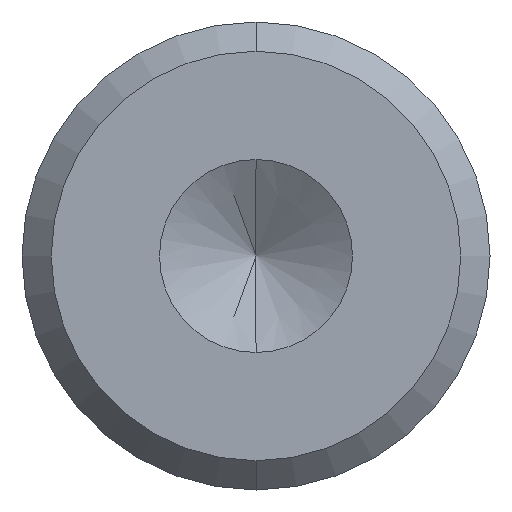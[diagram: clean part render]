
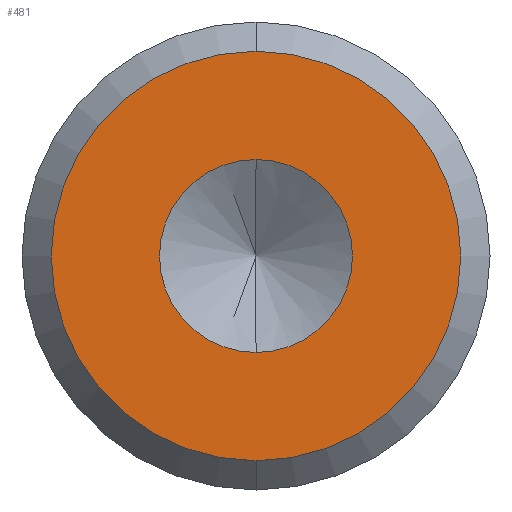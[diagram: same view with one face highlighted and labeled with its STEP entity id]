
A CAD part, front view. The second image highlights one B-rep face of the part: STEP entity #481.
In plain terms, the highlighted planar face has unit normal (0, -1, 0).
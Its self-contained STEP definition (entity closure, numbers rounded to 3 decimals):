
#1 = FACE_OUTER_BOUND ( 'NONE', #450, .T. ) ;
#18 = DIRECTION ( 'NONE',  ( 0., -1., 0. ) ) ;
#20 = FACE_BOUND ( 'NONE', #31, .T. ) ;
#31 = EDGE_LOOP ( 'NONE', ( #503, #207 ) ) ;
#38 = ORIENTED_EDGE ( 'NONE', *, *, #200, .T. ) ;
#40 = AXIS2_PLACEMENT_3D ( 'NONE', #381, #129, #88 ) ;
#53 = DIRECTION ( 'NONE',  ( 0., -1., 0. ) ) ;
#69 = AXIS2_PLACEMENT_3D ( 'NONE', #315, #98, #116 ) ;
#84 = DIRECTION ( 'NONE',  ( 0., 0., -1. ) ) ;
#87 = EDGE_CURVE ( 'NONE', #206, #412, #359, .T. ) ;
#88 = DIRECTION ( 'NONE',  ( 0., 0., -1. ) ) ;
#91 = ORIENTED_EDGE ( 'NONE', *, *, #274, .T. ) ;
#98 = DIRECTION ( 'NONE',  ( 0., -1., 0. ) ) ;
#116 = DIRECTION ( 'NONE',  ( 0., 0., -1. ) ) ;
#129 = DIRECTION ( 'NONE',  ( 0., -1., 0. ) ) ;
#166 = EDGE_CURVE ( 'NONE', #412, #206, #364, .T. ) ;
#173 = AXIS2_PLACEMENT_3D ( 'NONE', #447, #18, #532 ) ;
#174 = CIRCLE ( 'NONE', #246, 3.5 ) ;
#200 = EDGE_CURVE ( 'NONE', #425, #287, #421, .T. ) ;
#206 = VERTEX_POINT ( 'NONE', #224 ) ;
#207 = ORIENTED_EDGE ( 'NONE', *, *, #166, .F. ) ;
#209 = CARTESIAN_POINT ( 'NONE',  ( 0., 0., 3.5 ) ) ;
#224 = CARTESIAN_POINT ( 'NONE',  ( 0., 0., -1.65 ) ) ;
#246 = AXIS2_PLACEMENT_3D ( 'NONE', #249, #423, #410 ) ;
#249 = CARTESIAN_POINT ( 'NONE',  ( 0., 0., 0. ) ) ;
#274 = EDGE_CURVE ( 'NONE', #287, #425, #174, .T. ) ;
#278 = PLANE ( 'NONE',  #173 ) ;
#287 = VERTEX_POINT ( 'NONE', #335 ) ;
#313 = CARTESIAN_POINT ( 'NONE',  ( 0., 0., 0. ) ) ;
#315 = CARTESIAN_POINT ( 'NONE',  ( 0., 0., 0. ) ) ;
#335 = CARTESIAN_POINT ( 'NONE',  ( 0., 0., -3.5 ) ) ;
#359 = CIRCLE ( 'NONE', #69, 1.65 ) ;
#364 = CIRCLE ( 'NONE', #419, 1.65 ) ;
#381 = CARTESIAN_POINT ( 'NONE',  ( 0., 0., 0. ) ) ;
#410 = DIRECTION ( 'NONE',  ( 0., 0., -1. ) ) ;
#412 = VERTEX_POINT ( 'NONE', #454 ) ;
#419 = AXIS2_PLACEMENT_3D ( 'NONE', #313, #53, #84 ) ;
#421 = CIRCLE ( 'NONE', #40, 3.5 ) ;
#423 = DIRECTION ( 'NONE',  ( 0., -1., 0. ) ) ;
#425 = VERTEX_POINT ( 'NONE', #209 ) ;
#447 = CARTESIAN_POINT ( 'NONE',  ( 4., 0., 0. ) ) ;
#450 = EDGE_LOOP ( 'NONE', ( #38, #91 ) ) ;
#454 = CARTESIAN_POINT ( 'NONE',  ( 0., 0., 1.65 ) ) ;
#481 = ADVANCED_FACE ( 'NONE', ( #1, #20 ), #278, .T. ) ;
#503 = ORIENTED_EDGE ( 'NONE', *, *, #87, .F. ) ;
#532 = DIRECTION ( 'NONE',  ( 0., 0., -1. ) ) ;
